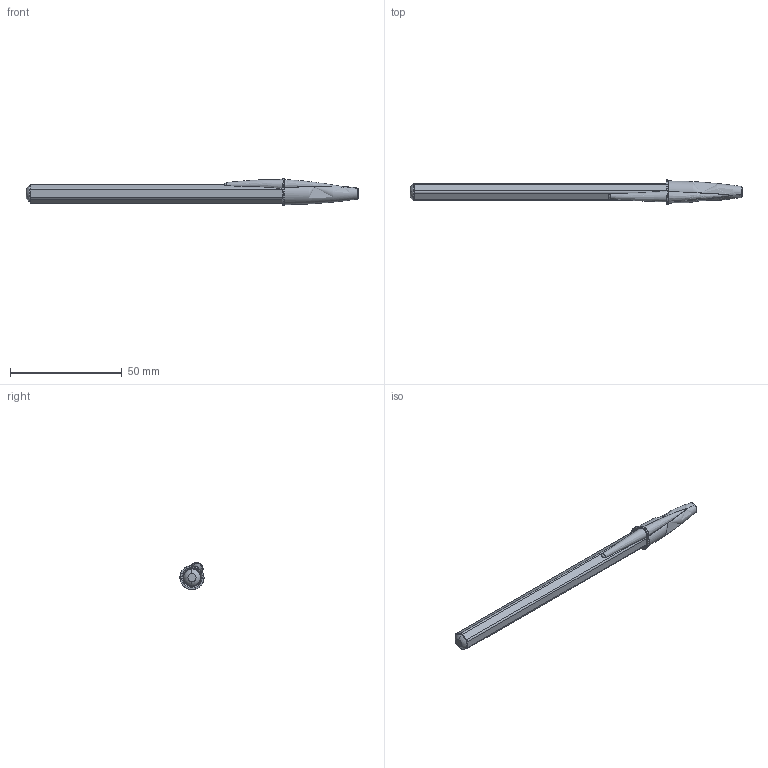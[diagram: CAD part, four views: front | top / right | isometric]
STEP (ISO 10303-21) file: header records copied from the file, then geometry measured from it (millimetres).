
FILE_DESCRIPTION (( 'STEP AP203' ), '1' );
FILE_NAME ('BIC Pen Assembly (Blue).STEP', '2011-12-25T23:39:30', ( '' ), ( '' ), 'SwSTEP 2.0', 'SolidWorks 2011', '' );
FILE_SCHEMA (( 'CONFIG_CONTROL_DESIGN' ));
Length unit declared in the file: millimetre
Products named in the file (8): BIC Pen Assembly (Blue); Nib Roller Ball; End Cap (Blue); Pen Cap (Blue); Nib Shroud; Ink Tube-Vessel (Blue); Body; Nib
Assembly tree (7 placements, depth 2):
  BIC Pen Assembly (Blue)
    Nib
    Body
    Pen Cap (Blue)
    Nib Shroud
    Nib Roller Ball
    End Cap (Blue)
    Ink Tube-Vessel (Blue)
Bounding box: 148.8 x 10.8 x 12.23 mm (x, y, z)
Volume: 4853.1 mm3; surface area: 10949.1 mm2
Topology: 8 solids, 8 shells, 132 faces, 289 edges, 176 vertices
Faces by surface type: cylinder 41, torus 28, plane 27, cone 20, bspline 10, sphere 6
Entity records: 5688 total; most frequent: CARTESIAN_POINT 1956, DIRECTION 673, ORIENTED_EDGE 558, AXIS2_PLACEMENT_3D 300, EDGE_CURVE 279, VERTEX_POINT 170, CIRCLE 168, EDGE_LOOP 149
